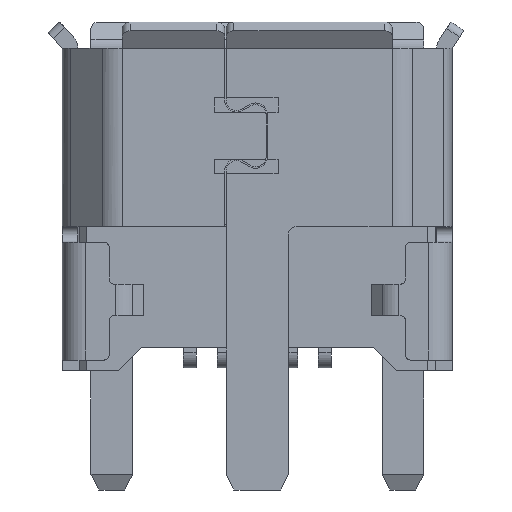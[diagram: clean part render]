
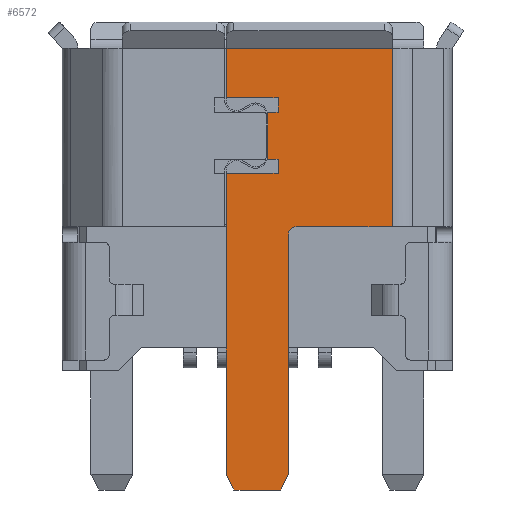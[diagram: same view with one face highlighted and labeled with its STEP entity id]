
A CAD part, front view. The second image highlights one B-rep face of the part: STEP entity #6572.
In plain terms, the highlighted planar face has unit normal (0, -1, 0).
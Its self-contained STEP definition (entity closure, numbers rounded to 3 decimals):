
#187=CIRCLE('',#6967,0.15);
#188=CIRCLE('',#6968,0.23);
#189=CIRCLE('',#6969,0.23);
#401=FACE_OUTER_BOUND('',#753,.T.);
#753=EDGE_LOOP('',(#4424,#4425,#4426,#4427,#4428,#4429,#4430,#4431,#4432,
#4433,#4434,#4435,#4436,#4437,#4438,#4439,#4440,#4441,#4442));
#1169=LINE('',#9645,#1935);
#1170=LINE('',#9648,#1936);
#1173=LINE('',#9655,#1939);
#1174=LINE('',#9656,#1940);
#1175=LINE('',#9660,#1941);
#1176=LINE('',#9662,#1942);
#1177=LINE('',#9664,#1943);
#1178=LINE('',#9666,#1944);
#1179=LINE('',#9668,#1945);
#1180=LINE('',#9670,#1946);
#1181=LINE('',#9672,#1947);
#1182=LINE('',#9676,#1948);
#1183=LINE('',#9680,#1949);
#1184=LINE('',#9682,#1950);
#1185=LINE('',#9684,#1951);
#1186=LINE('',#9685,#1952);
#1935=VECTOR('',#7682,4.619);
#1936=VECTOR('',#7685,0.335);
#1939=VECTOR('',#7690,0.335);
#1940=VECTOR('',#7691,0.9);
#1941=VECTOR('',#7694,1.846);
#1942=VECTOR('',#7695,3.431);
#1943=VECTOR('',#7696,3.196);
#1944=VECTOR('',#7697,0.953);
#1945=VECTOR('',#7698,1.);
#1946=VECTOR('',#7699,0.277);
#1947=VECTOR('',#7700,0.206);
#1948=VECTOR('',#7703,0.796);
#1949=VECTOR('',#7706,0.206);
#1950=VECTOR('',#7707,0.277);
#1951=VECTOR('',#7708,1.);
#1952=VECTOR('',#7709,5.791);
#2712=VERTEX_POINT('',#9638);
#2714=VERTEX_POINT('',#9643);
#2715=VERTEX_POINT('',#9647);
#2717=VERTEX_POINT('',#9653);
#2718=VERTEX_POINT('',#9654);
#2719=VERTEX_POINT('',#9657);
#2720=VERTEX_POINT('',#9659);
#2721=VERTEX_POINT('',#9661);
#2722=VERTEX_POINT('',#9663);
#2723=VERTEX_POINT('',#9665);
#2724=VERTEX_POINT('',#9667);
#2725=VERTEX_POINT('',#9669);
#2726=VERTEX_POINT('',#9671);
#2727=VERTEX_POINT('',#9673);
#2728=VERTEX_POINT('',#9675);
#2729=VERTEX_POINT('',#9677);
#2730=VERTEX_POINT('',#9679);
#2731=VERTEX_POINT('',#9681);
#2732=VERTEX_POINT('',#9683);
#3381=EDGE_CURVE('',#2712,#2714,#1169,.T.);
#3382=EDGE_CURVE('',#2715,#2712,#1170,.T.);
#3385=EDGE_CURVE('',#2717,#2718,#1173,.T.);
#3386=EDGE_CURVE('',#2715,#2718,#1174,.T.);
#3387=EDGE_CURVE('',#2714,#2719,#187,.T.);
#3388=EDGE_CURVE('',#2719,#2720,#1175,.T.);
#3389=EDGE_CURVE('',#2720,#2721,#1176,.T.);
#3390=EDGE_CURVE('',#2721,#2722,#1177,.T.);
#3391=EDGE_CURVE('',#2723,#2722,#1178,.T.);
#3392=EDGE_CURVE('',#2723,#2724,#1179,.T.);
#3393=EDGE_CURVE('',#2724,#2725,#1180,.T.);
#3394=EDGE_CURVE('',#2725,#2726,#1181,.T.);
#3395=EDGE_CURVE('',#2726,#2727,#188,.T.);
#3396=EDGE_CURVE('',#2727,#2728,#1182,.T.);
#3397=EDGE_CURVE('',#2728,#2729,#189,.T.);
#3398=EDGE_CURVE('',#2729,#2730,#1183,.T.);
#3399=EDGE_CURVE('',#2730,#2731,#1184,.T.);
#3400=EDGE_CURVE('',#2731,#2732,#1185,.T.);
#3401=EDGE_CURVE('',#2732,#2717,#1186,.T.);
#4424=ORIENTED_EDGE('',*,*,#3385,.T.);
#4425=ORIENTED_EDGE('',*,*,#3386,.F.);
#4426=ORIENTED_EDGE('',*,*,#3382,.T.);
#4427=ORIENTED_EDGE('',*,*,#3381,.T.);
#4428=ORIENTED_EDGE('',*,*,#3387,.T.);
#4429=ORIENTED_EDGE('',*,*,#3388,.T.);
#4430=ORIENTED_EDGE('',*,*,#3389,.T.);
#4431=ORIENTED_EDGE('',*,*,#3390,.T.);
#4432=ORIENTED_EDGE('',*,*,#3391,.F.);
#4433=ORIENTED_EDGE('',*,*,#3392,.T.);
#4434=ORIENTED_EDGE('',*,*,#3393,.T.);
#4435=ORIENTED_EDGE('',*,*,#3394,.T.);
#4436=ORIENTED_EDGE('',*,*,#3395,.T.);
#4437=ORIENTED_EDGE('',*,*,#3396,.T.);
#4438=ORIENTED_EDGE('',*,*,#3397,.T.);
#4439=ORIENTED_EDGE('',*,*,#3398,.T.);
#4440=ORIENTED_EDGE('',*,*,#3399,.T.);
#4441=ORIENTED_EDGE('',*,*,#3400,.T.);
#4442=ORIENTED_EDGE('',*,*,#3401,.T.);
#6317=PLANE('',#6966);
#6572=ADVANCED_FACE('',(#401),#6317,.T.);
#6966=AXIS2_PLACEMENT_3D('',#9652,#7688,#7689);
#6967=AXIS2_PLACEMENT_3D('',#9658,#7692,#7693);
#6968=AXIS2_PLACEMENT_3D('',#9674,#7701,#7702);
#6969=AXIS2_PLACEMENT_3D('',#9678,#7704,#7705);
#7682=DIRECTION('',(0.,0.,1.));
#7685=DIRECTION('',(0.447,0.,0.894));
#7688=DIRECTION('center_axis',(0.,-1.,0.));
#7689=DIRECTION('ref_axis',(-1.,0.,0.));
#7690=DIRECTION('',(0.447,0.,-0.894));
#7691=DIRECTION('',(-1.,0.,0.));
#7692=DIRECTION('center_axis',(0.,1.,0.));
#7693=DIRECTION('ref_axis',(-1.,0.,0.));
#7694=DIRECTION('',(1.,0.,0.));
#7695=DIRECTION('',(0.,0.,1.));
#7696=DIRECTION('',(-1.,0.,0.));
#7697=DIRECTION('',(0.,0.,1.));
#7698=DIRECTION('',(1.,0.,0.));
#7699=DIRECTION('',(0.,0.,-1.));
#7700=DIRECTION('',(-1.,0.,0.));
#7701=DIRECTION('center_axis',(0.,1.,0.));
#7702=DIRECTION('ref_axis',(0.973,0.,0.23));
#7703=DIRECTION('',(0.,0.,-1.));
#7704=DIRECTION('center_axis',(0.,1.,0.));
#7705=DIRECTION('ref_axis',(1.,0.,0.));
#7706=DIRECTION('',(1.,0.,0.));
#7707=DIRECTION('',(0.,0.,-1.));
#7708=DIRECTION('',(-1.,0.,0.));
#7709=DIRECTION('',(0.,0.,-1.));
#9638=CARTESIAN_POINT('',(0.6,-0.15,-2.));
#9643=CARTESIAN_POINT('',(0.6,-0.15,2.619));
#9645=CARTESIAN_POINT('',(0.6,-0.15,-2.));
#9647=CARTESIAN_POINT('',(0.45,-0.15,-2.3));
#9648=CARTESIAN_POINT('',(0.45,-0.15,-2.3));
#9652=CARTESIAN_POINT('Origin',(-1.998,-0.15,3.719));
#9653=CARTESIAN_POINT('',(-0.6,-0.15,-2.));
#9654=CARTESIAN_POINT('',(-0.45,-0.15,-2.3));
#9655=CARTESIAN_POINT('',(-0.6,-0.15,-2.));
#9656=CARTESIAN_POINT('',(0.45,-0.15,-2.3));
#9657=CARTESIAN_POINT('',(0.75,-0.15,2.769));
#9658=CARTESIAN_POINT('Origin',(0.75,-0.15,2.619));
#9659=CARTESIAN_POINT('',(2.596,-0.15,2.769));
#9660=CARTESIAN_POINT('',(0.75,-0.15,2.769));
#9661=CARTESIAN_POINT('',(2.596,-0.15,6.2));
#9662=CARTESIAN_POINT('',(2.596,-0.15,2.769));
#9663=CARTESIAN_POINT('',(-0.6,-0.15,6.2));
#9664=CARTESIAN_POINT('',(2.596,-0.15,6.2));
#9665=CARTESIAN_POINT('',(-0.6,-0.15,5.247));
#9666=CARTESIAN_POINT('',(-0.6,-0.15,5.247));
#9667=CARTESIAN_POINT('',(0.4,-0.15,5.247));
#9668=CARTESIAN_POINT('',(-0.6,-0.15,5.247));
#9669=CARTESIAN_POINT('',(0.4,-0.15,4.97));
#9670=CARTESIAN_POINT('',(0.4,-0.15,5.247));
#9671=CARTESIAN_POINT('',(0.194,-0.15,4.97));
#9672=CARTESIAN_POINT('',(0.4,-0.15,4.97));
#9673=CARTESIAN_POINT('',(0.2,-0.15,4.917));
#9674=CARTESIAN_POINT('Origin',(-0.03,-0.15,4.917));
#9675=CARTESIAN_POINT('',(0.2,-0.15,4.121));
#9676=CARTESIAN_POINT('',(0.2,-0.15,4.917));
#9677=CARTESIAN_POINT('',(0.194,-0.15,4.068));
#9678=CARTESIAN_POINT('Origin',(-0.03,-0.15,4.121));
#9679=CARTESIAN_POINT('',(0.4,-0.15,4.068));
#9680=CARTESIAN_POINT('',(0.194,-0.15,4.068));
#9681=CARTESIAN_POINT('',(0.4,-0.15,3.791));
#9682=CARTESIAN_POINT('',(0.4,-0.15,4.068));
#9683=CARTESIAN_POINT('',(-0.6,-0.15,3.791));
#9684=CARTESIAN_POINT('',(0.4,-0.15,3.791));
#9685=CARTESIAN_POINT('',(-0.6,-0.15,3.791));
